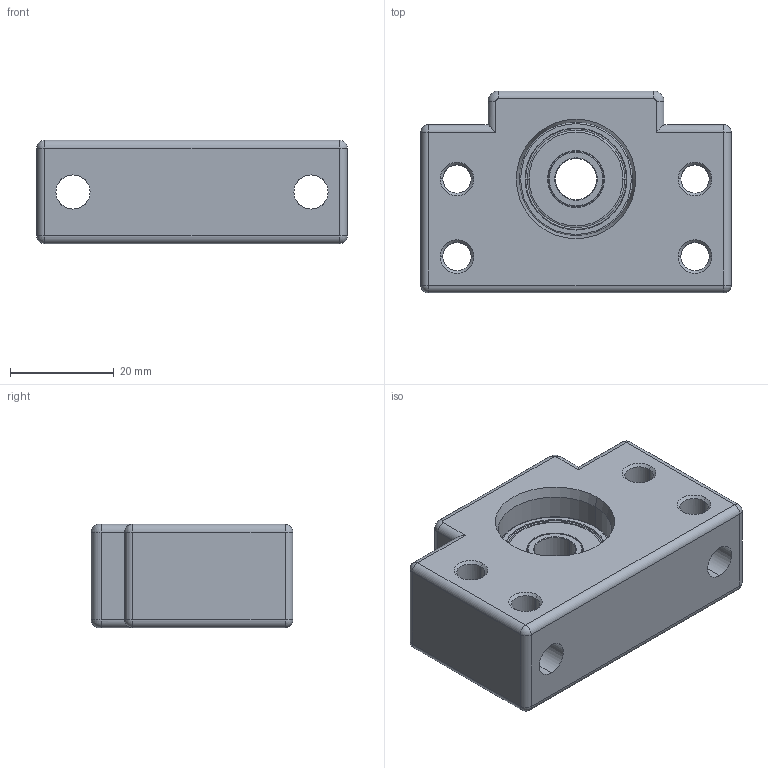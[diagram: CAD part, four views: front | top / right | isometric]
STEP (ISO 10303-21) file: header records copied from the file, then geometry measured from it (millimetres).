
FILE_DESCRIPTION (( 'STEP AP214' ), '1' );
FILE_NAME ('BF10疒玉.STEP', '2018-12-10T04:56:28', ( 'Windows 荤侩磊' ), ( '' ), 'SwSTEP 2.0', 'SolidWorks 2013', '' );
FILE_SCHEMA (( 'AUTOMOTIVE_DESIGN' ));
Length unit declared in the file: millimetre
Products named in the file (3): 608ZZ軸承; BF10軸承座_體(成_); BF10疒玉
Assembly tree (2 placements, depth 2):
  BF10疒玉
    BF10軸承座_體(成_)
    608ZZ軸承
Bounding box: 60 x 39 x 20 mm (x, y, z)
Volume: 32776.4 mm3; surface area: 13433.5 mm2
Topology: 12 solids, 12 shells, 216 faces, 515 edges, 297 vertices
Faces by surface type: cylinder 76, torus 66, cone 28, plane 24, sphere 22
Entity records: 6694 total; most frequent: CARTESIAN_POINT 1559, DIRECTION 1172, ORIENTED_EDGE 944, AXIS2_PLACEMENT_3D 517, EDGE_CURVE 472, CIRCLE 296, VERTEX_POINT 276, EDGE_LOOP 242
